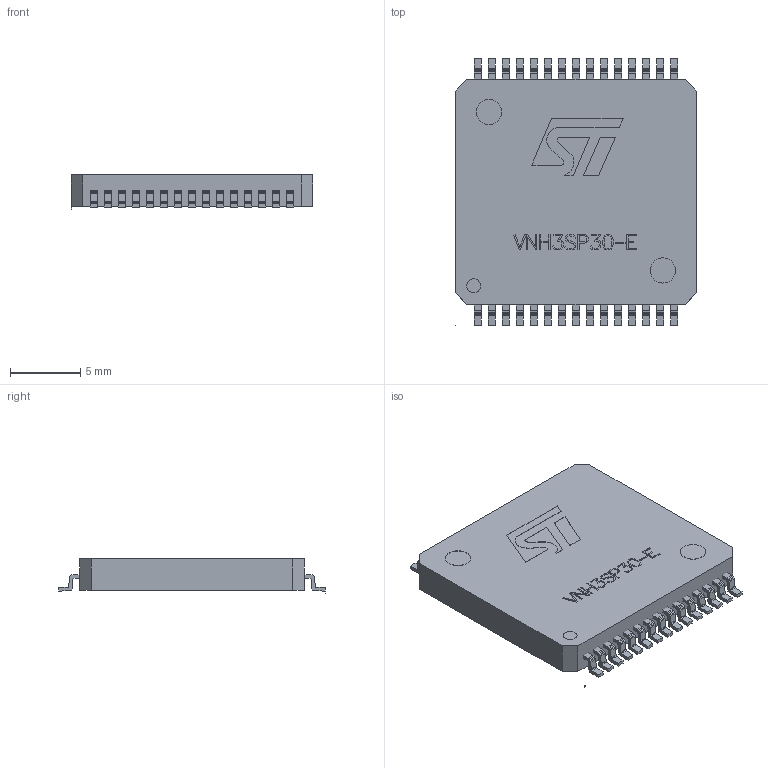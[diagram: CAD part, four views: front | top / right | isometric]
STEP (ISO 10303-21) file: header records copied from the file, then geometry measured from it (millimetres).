
FILE_DESCRIPTION (( 'STEP AP214' ), '1' );
FILE_NAME ('SW3dPS-PowSO30-ST.STEP', '2009-10-13T13:07:19', ( 'sysAdmin' ), ( 'SolidWorks' ), 'SwSTEP 2.0', 'SolidWorks 2009', '' );
FILE_SCHEMA (( 'AUTOMOTIVE_DESIGN' ));
Length unit declared in the file: millimetre
Products named in the file (44): SW3dPS-PowSO30-ST_455201617; SW3dPS-PowSO30-ST_Extruded24; SW3dPS-PowSO30-ST_455202385; SW3dPS-PowSO30-ST_455202129; SW3dPS-PowSO30-ST_455202641; SW3dPS-PowSO30-ST_Extruded33; SW3dPS-PowSO30-ST_Board2; SW3dPS-PowSO30-ST_Extruded29; SW3dPS-PowSO30-ST_Free-Models2; SW3dPS-PowSO30-ST_455202897; SW3dPS-PowSO30-ST_Extruded27; SW3dPS-PowSO30-ST_455202257; SW3dPS-PowSO30-ST_Extruded30; SW3dPS-PowSO30-ST_455201233; SW3dPS-PowSO30-ST_Cylinder3; SW3dPS-PowSO30-ST_454969441; SW3dPS-PowSO30-ST_PIN1; SW3dPS-PowSO30-ST_455203025; SW3dPS-PowSO30-ST_Extruded21; SW3dPS-PowSO30-ST_455332561; SW3dPS-PowSO30-ST_Free-Models3; SW3dPS-PowSO30-ST_Extruded23; SW3dPS-PowSO30-ST_Extruded28; SW3dPS-PowSO30-ST_455201361; SW3dPS-PowSO30-ST_Extruded31; SW3dPS-PowSO30-ST_Extruded26; SW3dPS-PowSO30-ST_Cylinder2; SW3dPS-PowSO30-ST_Extruded18; SW3dPS-PowSO30-ST_455203281; SW3dPS-PowSO30-ST_Board3; SW3dPS-PowSO30-ST_454969553; SW3dPS-PowSO30-ST_Extruded25; SW3dPS-PowSO30-ST_455203537; SW3dPS-PowSO30-ST_Extruded19; SW3dPS-PowSO30-ST_455203409; SW3dPS-PowSO30-ST_455201105; SW3dPS-PowSO30-ST_Extruded20; SW3dPS-PowSO30-ST_Extruded22; SW3dPS-PowSO30-ST_Extruded17; SW3dPS-PowSO30-ST_455202001 ...
Assembly tree (74 placements, depth 6):
  SW3dPS-PowSO30-ST
    SW3dPS-PowSO30-ST_Free-Models2
      SW3dPS-PowSO30-ST_PIN1  x30
        SW3dPS-PowSO30-ST_Free-Models3
          SW3dPS-PowSO30-ST_455332561
            SW3dPS-PowSO30-ST_Extruded18
        SW3dPS-PowSO30-ST_Board3
      SW3dPS-PowSO30-ST_455201105  x2
        SW3dPS-PowSO30-ST_Extruded22
      SW3dPS-PowSO30-ST_455201489
        SW3dPS-PowSO30-ST_Extruded32
      SW3dPS-PowSO30-ST_455201617
        SW3dPS-PowSO30-ST_Extruded31
      SW3dPS-PowSO30-ST_455202641
        SW3dPS-PowSO30-ST_Extruded29
      SW3dPS-PowSO30-ST_455202129
        SW3dPS-PowSO30-ST_Extruded30
      SW3dPS-PowSO30-ST_455202001
        SW3dPS-PowSO30-ST_Extruded20
      SW3dPS-PowSO30-ST_455201361
        SW3dPS-PowSO30-ST_Extruded28
      SW3dPS-PowSO30-ST_455201233
        SW3dPS-PowSO30-ST_Extruded26
      SW3dPS-PowSO30-ST_454969553  x2
        SW3dPS-PowSO30-ST_Cylinder2
      SW3dPS-PowSO30-ST_455202385
        SW3dPS-PowSO30-ST_Extruded33
      SW3dPS-PowSO30-ST_455203025
        SW3dPS-PowSO30-ST_Extruded21
      SW3dPS-PowSO30-ST_455202897
        SW3dPS-PowSO30-ST_Extruded24
      SW3dPS-PowSO30-ST_455203409
        SW3dPS-PowSO30-ST_Extruded19
      SW3dPS-PowSO30-ST_455203537
        SW3dPS-PowSO30-ST_Extruded25
      SW3dPS-PowSO30-ST_455203281
        SW3dPS-PowSO30-ST_Extruded23
      SW3dPS-PowSO30-ST_455202257
        SW3dPS-PowSO30-ST_Extruded27
      SW3dPS-PowSO30-ST_455201873
        SW3dPS-PowSO30-ST_Extruded17
      SW3dPS-PowSO30-ST_454969441
        SW3dPS-PowSO30-ST_Cylinder3
    SW3dPS-PowSO30-ST_Board2
Bounding box: 17.2 x 19 x 2.47 mm (x, y, z)
Volume: 626.6 mm3; surface area: 1076.9 mm2
Topology: 80 solids, 82 shells, 1145 faces, 2950 edges, 1966 vertices
Faces by surface type: plane 1139, cylinder 6
Entity records: 11520 total; most frequent: CARTESIAN_POINT 1835, DIRECTION 1703, ORIENTED_EDGE 1690, EDGE_CURVE 847, LINE 839, VECTOR 839, VERTEX_POINT 564, AXIS2_PLACEMENT_3D 432
